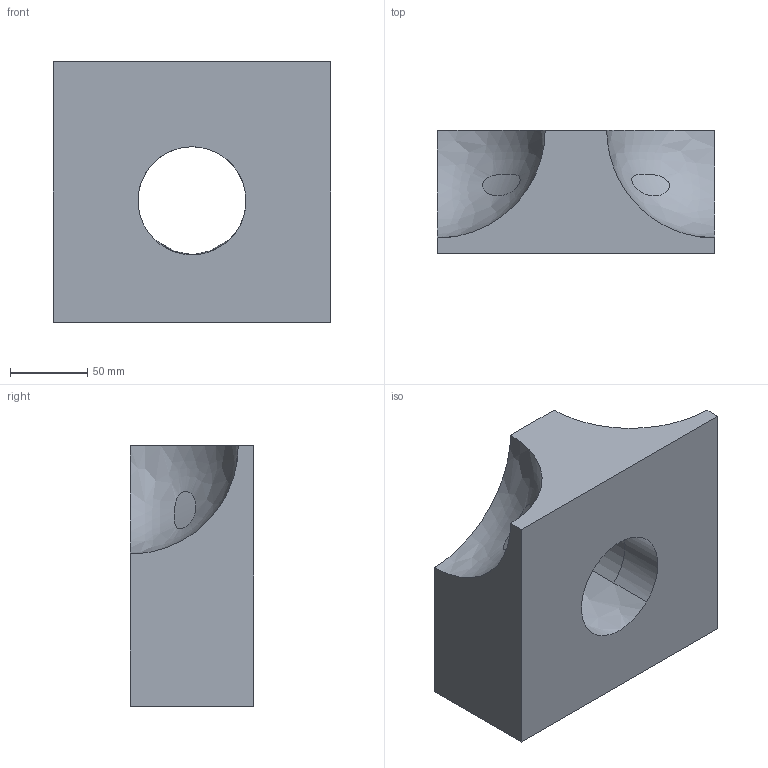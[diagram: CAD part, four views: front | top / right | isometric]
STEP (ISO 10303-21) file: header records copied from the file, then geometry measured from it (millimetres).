
FILE_DESCRIPTION((''),'2;1');
FILE_NAME('cad_model.stp','2019-03-01T14:10:33',(''),('CIMNE'),'STEP exporter based on STEPcode library (http://stepcode.org)','GiD 14.1.0d','');
FILE_SCHEMA(('AUTOMOTIVE_DESIGN'));
Length unit declared in the file: metre
Bounding box: 180 x 80 x 168.63 mm (x, y, z)
Volume: 1662108.1 mm3; surface area: 137867.2 mm2
Topology: 1 solids, 1 shells, 17 faces, 41 edges, 26 vertices
Faces by surface type: bspline 17
Entity records: 1073 total; most frequent: CARTESIAN_POINT 826, ORIENTED_EDGE 78, EDGE_CURVE 39, VERTEX_POINT 26, B_SPLINE_CURVE_WITH_KNOTS 23, EDGE_LOOP 23, FACE_OUTER_BOUND 17, ADVANCED_FACE 17
